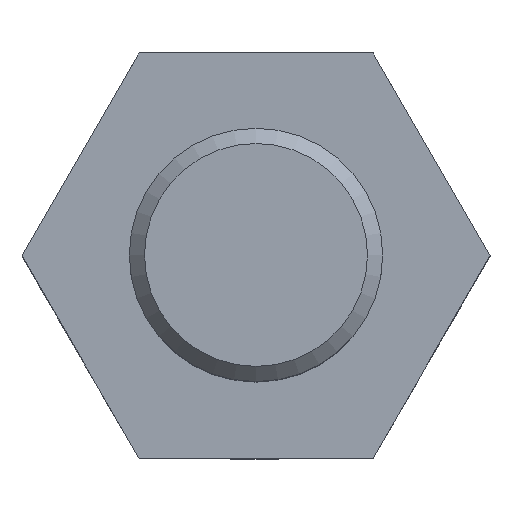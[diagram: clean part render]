
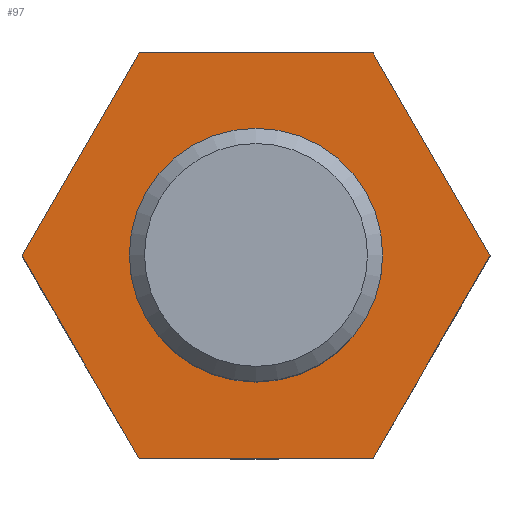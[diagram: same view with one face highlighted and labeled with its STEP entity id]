
A CAD part, top view. The second image highlights one B-rep face of the part: STEP entity #97.
In plain terms, the highlighted planar face has unit normal (0, 0, 1).
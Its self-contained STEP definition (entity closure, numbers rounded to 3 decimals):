
#97 = ADVANCED_FACE( '', ( #199, #200 ), #201, .T. );
#199 = FACE_BOUND( '', #293, .T. );
#200 = FACE_OUTER_BOUND( '', #294, .T. );
#201 = PLANE( '', #295 );
#293 = EDGE_LOOP( '', ( #470 ) );
#294 = EDGE_LOOP( '', ( #471, #472, #473, #474, #475, #476 ) );
#295 = AXIS2_PLACEMENT_3D( '', #477, #478, #479 );
#470 = ORIENTED_EDGE( '', *, *, #511, .T. );
#471 = ORIENTED_EDGE( '', *, *, #541, .T. );
#472 = ORIENTED_EDGE( '', *, *, #538, .T. );
#473 = ORIENTED_EDGE( '', *, *, #483, .T. );
#474 = ORIENTED_EDGE( '', *, *, #534, .T. );
#475 = ORIENTED_EDGE( '', *, *, #526, .T. );
#476 = ORIENTED_EDGE( '', *, *, #515, .T. );
#477 = CARTESIAN_POINT( '', ( 0., 0., 8. ) );
#478 = DIRECTION( '', ( 0., 0., 1. ) );
#479 = DIRECTION( '', ( 1., 0., 0. ) );
#483 = EDGE_CURVE( '', #553, #551, #554, .T. );
#511 = EDGE_CURVE( '', #597, #597, #598, .F. );
#515 = EDGE_CURVE( '', #604, #602, #605, .T. );
#526 = EDGE_CURVE( '', #618, #604, #619, .T. );
#534 = EDGE_CURVE( '', #551, #618, #628, .T. );
#538 = EDGE_CURVE( '', #632, #553, #633, .T. );
#541 = EDGE_CURVE( '', #602, #632, #636, .T. );
#551 = VERTEX_POINT( '', #653 );
#553 = VERTEX_POINT( '', #656 );
#554 = LINE( '', #657, #658 );
#597 = VERTEX_POINT( '', #745 );
#598 = CIRCLE( '', #746, 2.265 );
#602 = VERTEX_POINT( '', #750 );
#604 = VERTEX_POINT( '', #753 );
#605 = LINE( '', #754, #755 );
#618 = VERTEX_POINT( '', #788 );
#619 = LINE( '', #789, #790 );
#628 = LINE( '', #800, #801 );
#632 = VERTEX_POINT( '', #812 );
#633 = LINE( '', #813, #814 );
#636 = LINE( '', #818, #819 );
#653 = CARTESIAN_POINT( '', ( -2.309, -4., 8. ) );
#656 = CARTESIAN_POINT( '', ( -4.619, 0., 8. ) );
#657 = CARTESIAN_POINT( '', ( -4.619, 0., 8. ) );
#658 = VECTOR( '', #826, 1000. );
#745 = CARTESIAN_POINT( '', ( 2.265, 0., 8. ) );
#746 = AXIS2_PLACEMENT_3D( '', #858, #859, #860 );
#750 = CARTESIAN_POINT( '', ( 2.309, 4., 8. ) );
#753 = CARTESIAN_POINT( '', ( 4.619, 0., 8. ) );
#754 = CARTESIAN_POINT( '', ( 4.619, 0., 8. ) );
#755 = VECTOR( '', #865, 1000. );
#788 = CARTESIAN_POINT( '', ( 2.309, -4., 8. ) );
#789 = CARTESIAN_POINT( '', ( 2.309, -4., 8. ) );
#790 = VECTOR( '', #873, 1000. );
#800 = CARTESIAN_POINT( '', ( -2.309, -4., 8. ) );
#801 = VECTOR( '', #884, 1000. );
#812 = CARTESIAN_POINT( '', ( -2.309, 4., 8. ) );
#813 = CARTESIAN_POINT( '', ( -2.309, 4., 8. ) );
#814 = VECTOR( '', #885, 1000. );
#818 = CARTESIAN_POINT( '', ( 2.309, 4., 8. ) );
#819 = VECTOR( '', #887, 1000. );
#826 = DIRECTION( '', ( 0.5, -0.866, 0. ) );
#858 = CARTESIAN_POINT( '', ( 0., 0., 8. ) );
#859 = DIRECTION( '', ( 0., 0., 1. ) );
#860 = DIRECTION( '', ( 1., 0., 0. ) );
#865 = DIRECTION( '', ( -0.5, 0.866, 0. ) );
#873 = DIRECTION( '', ( 0.5, 0.866, 0. ) );
#884 = DIRECTION( '', ( 1., 0., 0. ) );
#885 = DIRECTION( '', ( -0.5, -0.866, 0. ) );
#887 = DIRECTION( '', ( -1., 0., 0. ) );
